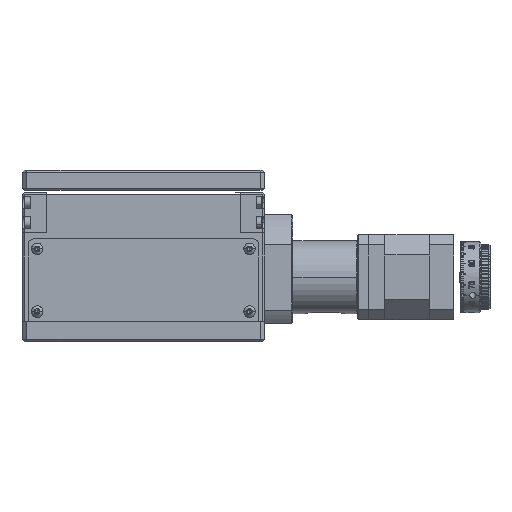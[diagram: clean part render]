
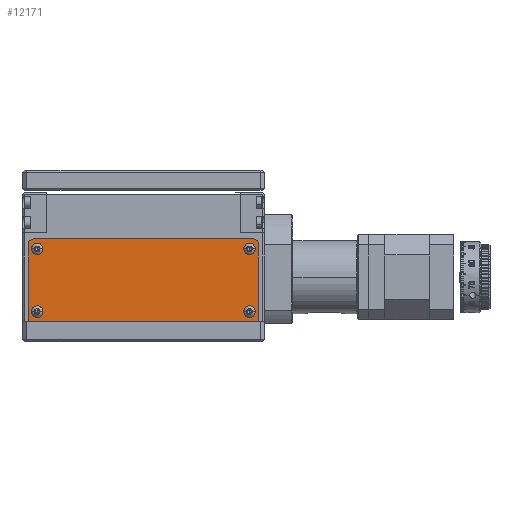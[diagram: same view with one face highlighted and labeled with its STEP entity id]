
A CAD part, front view. The second image highlights one B-rep face of the part: STEP entity #12171.
In plain terms, the highlighted planar face has unit normal (0, -1, 0).
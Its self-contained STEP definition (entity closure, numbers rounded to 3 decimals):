
#29 = AXIS2_PLACEMENT_3D ( 'NONE', #1528, #6410, #33302 ) ;
#967 = ORIENTED_EDGE ( 'NONE', *, *, #13218, .T. ) ;
#1306 = DIRECTION ( 'NONE',  ( 0., -1., 0. ) ) ;
#1346 = CARTESIAN_POINT ( 'NONE',  ( -50.5, -42.5, 46. ) ) ;
#1528 = CARTESIAN_POINT ( 'NONE',  ( -52.5, -42.5, 15. ) ) ;
#1812 = FACE_BOUND ( 'NONE', #48502, .T. ) ;
#2320 = DIRECTION ( 'NONE',  ( -1., 0., 0. ) ) ;
#2700 = CARTESIAN_POINT ( 'NONE',  ( 57., -42.5, 51. ) ) ;
#3273 = CARTESIAN_POINT ( 'NONE',  ( 54.5, -42.5, 46. ) ) ;
#3765 = CARTESIAN_POINT ( 'NONE',  ( 50.5, -42.5, 46. ) ) ;
#3877 = CIRCLE ( 'NONE', #12684, 2. ) ;
#3979 = DIRECTION ( 'NONE',  ( 1., 0., 0. ) ) ;
#4568 = CARTESIAN_POINT ( 'NONE',  ( 52.5, -42.5, 15. ) ) ;
#4902 = VERTEX_POINT ( 'NONE', #36202 ) ;
#5845 = CIRCLE ( 'NONE', #44153, 2. ) ;
#6191 = CARTESIAN_POINT ( 'NONE',  ( 52.5, -42.5, 15. ) ) ;
#6399 = EDGE_LOOP ( 'NONE', ( #967, #25483, #12078, #25501, #28704, #22486 ) ) ;
#6410 = DIRECTION ( 'NONE',  ( 0., -1., 0. ) ) ;
#6535 = CIRCLE ( 'NONE', #43640, 2. ) ;
#6689 = ORIENTED_EDGE ( 'NONE', *, *, #26634, .F. ) ;
#6753 = VERTEX_POINT ( 'NONE', #42166 ) ;
#8112 = EDGE_CURVE ( 'NONE', #47136, #33783, #20320, .T. ) ;
#9416 = VECTOR ( 'NONE', #39619, 1000. ) ;
#9820 = CARTESIAN_POINT ( 'NONE',  ( -54., -42.5, 48. ) ) ;
#10670 = DIRECTION ( 'NONE',  ( -1., 0., 0. ) ) ;
#10918 = CARTESIAN_POINT ( 'NONE',  ( -57., -42.5, 48. ) ) ;
#11004 = CARTESIAN_POINT ( 'NONE',  ( -50.5, -42.5, 15. ) ) ;
#11103 = VERTEX_POINT ( 'NONE', #26640 ) ;
#11420 = CIRCLE ( 'NONE', #33990, 3. ) ;
#11775 = EDGE_CURVE ( 'NONE', #45309, #45806, #30476, .T. ) ;
#12078 = ORIENTED_EDGE ( 'NONE', *, *, #26353, .T. ) ;
#12125 = CARTESIAN_POINT ( 'NONE',  ( -57., -42.5, 51. ) ) ;
#12171 = ADVANCED_FACE ( 'NONE', ( #14380, #36880, #1812, #53004, #54396 ), #42149, .T. ) ;
#12684 = AXIS2_PLACEMENT_3D ( 'NONE', #19433, #1306, #50298 ) ;
#13138 = EDGE_CURVE ( 'NONE', #22440, #4902, #47964, .T. ) ;
#13218 = EDGE_CURVE ( 'NONE', #52205, #6753, #49359, .T. ) ;
#13538 = VECTOR ( 'NONE', #34672, 1000. ) ;
#14319 = VERTEX_POINT ( 'NONE', #10918 ) ;
#14329 = DIRECTION ( 'NONE',  ( 0., -1., 0. ) ) ;
#14380 = FACE_BOUND ( 'NONE', #35086, .T. ) ;
#14775 = EDGE_CURVE ( 'NONE', #4902, #22440, #3877, .T. ) ;
#15590 = DIRECTION ( 'NONE',  ( 0., -1., 0. ) ) ;
#17045 = CIRCLE ( 'NONE', #24396, 3. ) ;
#17113 = LINE ( 'NONE', #12125, #9416 ) ;
#17888 = EDGE_CURVE ( 'NONE', #53192, #14319, #17045, .T. ) ;
#18796 = LINE ( 'NONE', #48859, #53916 ) ;
#19433 = CARTESIAN_POINT ( 'NONE',  ( -52.5, -42.5, 46. ) ) ;
#19911 = CARTESIAN_POINT ( 'NONE',  ( 0., -42.5, 32. ) ) ;
#20320 = CIRCLE ( 'NONE', #44075, 2. ) ;
#20367 = DIRECTION ( 'NONE',  ( 0., -1., 0. ) ) ;
#21901 = CARTESIAN_POINT ( 'NONE',  ( 54., -42.5, 51. ) ) ;
#22426 = CARTESIAN_POINT ( 'NONE',  ( -57., -42.5, 51. ) ) ;
#22440 = VERTEX_POINT ( 'NONE', #1346 ) ;
#22486 = ORIENTED_EDGE ( 'NONE', *, *, #39997, .T. ) ;
#22891 = CARTESIAN_POINT ( 'NONE',  ( -54.5, -42.5, 15. ) ) ;
#23124 = AXIS2_PLACEMENT_3D ( 'NONE', #42889, #29150, #2320 ) ;
#23569 = ORIENTED_EDGE ( 'NONE', *, *, #28202, .F. ) ;
#23858 = CARTESIAN_POINT ( 'NONE',  ( -57., -42.5, 10. ) ) ;
#24396 = AXIS2_PLACEMENT_3D ( 'NONE', #9820, #14329, #50039 ) ;
#25483 = ORIENTED_EDGE ( 'NONE', *, *, #50309, .T. ) ;
#25501 = ORIENTED_EDGE ( 'NONE', *, *, #17888, .T. ) ;
#26353 = EDGE_CURVE ( 'NONE', #55038, #53192, #17113, .T. ) ;
#26634 = EDGE_CURVE ( 'NONE', #45806, #45309, #55694, .T. ) ;
#26640 = CARTESIAN_POINT ( 'NONE',  ( 50.5, -42.5, 15. ) ) ;
#26953 = ORIENTED_EDGE ( 'NONE', *, *, #11775, .F. ) ;
#27261 = AXIS2_PLACEMENT_3D ( 'NONE', #19911, #55868, #33356 ) ;
#28202 = EDGE_CURVE ( 'NONE', #33783, #47136, #6535, .T. ) ;
#28704 = ORIENTED_EDGE ( 'NONE', *, *, #40259, .T. ) ;
#29150 = DIRECTION ( 'NONE',  ( 0., -1., 0. ) ) ;
#29704 = DIRECTION ( 'NONE',  ( 0., -1., 0. ) ) ;
#30476 = CIRCLE ( 'NONE', #46027, 2. ) ;
#31618 = DIRECTION ( 'NONE',  ( 0., -1., 0. ) ) ;
#32163 = EDGE_CURVE ( 'NONE', #50403, #11103, #5845, .T. ) ;
#32341 = CARTESIAN_POINT ( 'NONE',  ( 52.5, -42.5, 46. ) ) ;
#32682 = DIRECTION ( 'NONE',  ( 0., -1., 0. ) ) ;
#32914 = DIRECTION ( 'NONE',  ( -1., 0., 0. ) ) ;
#33302 = DIRECTION ( 'NONE',  ( -1., 0., 0. ) ) ;
#33356 = DIRECTION ( 'NONE',  ( -1., 0., 0. ) ) ;
#33588 = ORIENTED_EDGE ( 'NONE', *, *, #14775, .F. ) ;
#33783 = VERTEX_POINT ( 'NONE', #3765 ) ;
#33990 = AXIS2_PLACEMENT_3D ( 'NONE', #38747, #29704, #52648 ) ;
#34672 = DIRECTION ( 'NONE',  ( 0., 0., 1. ) ) ;
#35086 = EDGE_LOOP ( 'NONE', ( #48854, #44970 ) ) ;
#35992 = CARTESIAN_POINT ( 'NONE',  ( 54.5, -42.5, 15. ) ) ;
#36202 = CARTESIAN_POINT ( 'NONE',  ( -54.5, -42.5, 46. ) ) ;
#36880 = FACE_BOUND ( 'NONE', #41814, .T. ) ;
#37439 = CARTESIAN_POINT ( 'NONE',  ( -54., -42.5, 51. ) ) ;
#37663 = VERTEX_POINT ( 'NONE', #23858 ) ;
#38187 = EDGE_LOOP ( 'NONE', ( #26953, #6689 ) ) ;
#38747 = CARTESIAN_POINT ( 'NONE',  ( 54., -42.5, 48. ) ) ;
#39619 = DIRECTION ( 'NONE',  ( -1., 0., 0. ) ) ;
#39997 = EDGE_CURVE ( 'NONE', #37663, #52205, #18796, .T. ) ;
#40259 = EDGE_CURVE ( 'NONE', #14319, #37663, #50423, .T. ) ;
#40836 = EDGE_CURVE ( 'NONE', #11103, #50403, #44055, .T. ) ;
#41558 = ORIENTED_EDGE ( 'NONE', *, *, #8112, .F. ) ;
#41814 = EDGE_LOOP ( 'NONE', ( #33588, #42464 ) ) ;
#42149 = PLANE ( 'NONE',  #27261 ) ;
#42166 = CARTESIAN_POINT ( 'NONE',  ( 57., -42.5, 48. ) ) ;
#42464 = ORIENTED_EDGE ( 'NONE', *, *, #13138, .F. ) ;
#42710 = VECTOR ( 'NONE', #42795, 1000. ) ;
#42795 = DIRECTION ( 'NONE',  ( 0., 0., -1. ) ) ;
#42889 = CARTESIAN_POINT ( 'NONE',  ( -52.5, -42.5, 46. ) ) ;
#43575 = DIRECTION ( 'NONE',  ( -1., 0., 0. ) ) ;
#43640 = AXIS2_PLACEMENT_3D ( 'NONE', #56016, #15590, #46981 ) ;
#44055 = CIRCLE ( 'NONE', #52752, 2. ) ;
#44075 = AXIS2_PLACEMENT_3D ( 'NONE', #32341, #54860, #32914 ) ;
#44153 = AXIS2_PLACEMENT_3D ( 'NONE', #4568, #31618, #44946 ) ;
#44946 = DIRECTION ( 'NONE',  ( -1., 0., 0. ) ) ;
#44970 = ORIENTED_EDGE ( 'NONE', *, *, #32163, .F. ) ;
#45309 = VERTEX_POINT ( 'NONE', #22891 ) ;
#45806 = VERTEX_POINT ( 'NONE', #11004 ) ;
#46027 = AXIS2_PLACEMENT_3D ( 'NONE', #47488, #20367, #43575 ) ;
#46981 = DIRECTION ( 'NONE',  ( -1., 0., 0. ) ) ;
#47136 = VERTEX_POINT ( 'NONE', #3273 ) ;
#47488 = CARTESIAN_POINT ( 'NONE',  ( -52.5, -42.5, 15. ) ) ;
#47964 = CIRCLE ( 'NONE', #23124, 2. ) ;
#48502 = EDGE_LOOP ( 'NONE', ( #23569, #41558 ) ) ;
#48854 = ORIENTED_EDGE ( 'NONE', *, *, #40836, .F. ) ;
#48859 = CARTESIAN_POINT ( 'NONE',  ( 60., -42.5, 10. ) ) ;
#49359 = LINE ( 'NONE', #2700, #13538 ) ;
#50039 = DIRECTION ( 'NONE',  ( -1., 0., 0. ) ) ;
#50298 = DIRECTION ( 'NONE',  ( -1., 0., 0. ) ) ;
#50309 = EDGE_CURVE ( 'NONE', #6753, #55038, #11420, .T. ) ;
#50403 = VERTEX_POINT ( 'NONE', #35992 ) ;
#50423 = LINE ( 'NONE', #22426, #42710 ) ;
#52205 = VERTEX_POINT ( 'NONE', #54270 ) ;
#52648 = DIRECTION ( 'NONE',  ( -1., 0., 0. ) ) ;
#52752 = AXIS2_PLACEMENT_3D ( 'NONE', #6191, #32682, #10670 ) ;
#53004 = FACE_BOUND ( 'NONE', #38187, .T. ) ;
#53192 = VERTEX_POINT ( 'NONE', #37439 ) ;
#53916 = VECTOR ( 'NONE', #3979, 1000. ) ;
#54270 = CARTESIAN_POINT ( 'NONE',  ( 57., -42.5, 10. ) ) ;
#54396 = FACE_OUTER_BOUND ( 'NONE', #6399, .T. ) ;
#54860 = DIRECTION ( 'NONE',  ( 0., -1., 0. ) ) ;
#55038 = VERTEX_POINT ( 'NONE', #21901 ) ;
#55694 = CIRCLE ( 'NONE', #29, 2. ) ;
#55868 = DIRECTION ( 'NONE',  ( 0., -1., 0. ) ) ;
#56016 = CARTESIAN_POINT ( 'NONE',  ( 52.5, -42.5, 46. ) ) ;
